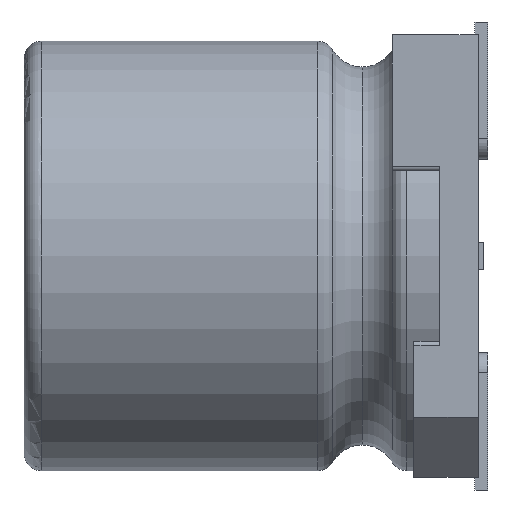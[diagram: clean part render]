
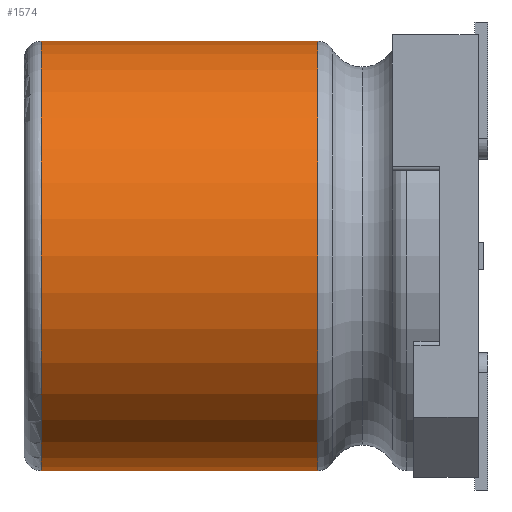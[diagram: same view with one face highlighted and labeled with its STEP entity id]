
A CAD part, left-side view. The second image highlights one B-rep face of the part: STEP entity #1574.
In plain terms, the highlighted cylindrical face has radius 5 mm (diameter 10 mm), a partial arc.
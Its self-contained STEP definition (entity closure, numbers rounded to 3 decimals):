
#7 = VERTEX_POINT ( 'NONE', #55 ) ;
#45 = VECTOR ( 'NONE', #2618, 1000. ) ;
#55 = CARTESIAN_POINT ( 'NONE',  ( 0., 3.964, 5. ) ) ;
#261 = ORIENTED_EDGE ( 'NONE', *, *, #1180, .F. ) ;
#286 = CARTESIAN_POINT ( 'NONE',  ( 0., 10.8, 0. ) ) ;
#305 = CARTESIAN_POINT ( 'NONE',  ( 0., 3.964, -5. ) ) ;
#365 = CIRCLE ( 'NONE', #2527, 5. ) ;
#620 = CYLINDRICAL_SURFACE ( 'NONE', #2443, 5. ) ;
#723 = EDGE_CURVE ( 'NONE', #3237, #1970, #365, .T. ) ;
#761 = DIRECTION ( 'NONE',  ( 0., -1., 0. ) ) ;
#762 = DIRECTION ( 'NONE',  ( 0., 0., -1. ) ) ;
#844 = VERTEX_POINT ( 'NONE', #305 ) ;
#1020 = DIRECTION ( 'NONE',  ( 0., 0., 1. ) ) ;
#1106 = LINE ( 'NONE', #1237, #45 ) ;
#1180 = EDGE_CURVE ( 'NONE', #3237, #7, #1106, .T. ) ;
#1237 = CARTESIAN_POINT ( 'NONE',  ( 0., 10.8, 5. ) ) ;
#1340 = CIRCLE ( 'NONE', #1940, 5. ) ;
#1526 = FACE_OUTER_BOUND ( 'NONE', #3032, .T. ) ;
#1532 = DIRECTION ( 'NONE',  ( 0., 1., 0. ) ) ;
#1574 = ADVANCED_FACE ( 'NONE', ( #1526 ), #620, .T. ) ;
#1582 = ORIENTED_EDGE ( 'NONE', *, *, #2643, .T. ) ;
#1668 = VECTOR ( 'NONE', #2393, 1000. ) ;
#1789 = CARTESIAN_POINT ( 'NONE',  ( 0., 10.4, -5. ) ) ;
#1940 = AXIS2_PLACEMENT_3D ( 'NONE', #2597, #1532, #762 ) ;
#1970 = VERTEX_POINT ( 'NONE', #1789 ) ;
#2130 = DIRECTION ( 'NONE',  ( 0., 0., -1. ) ) ;
#2330 = LINE ( 'NONE', #2863, #1668 ) ;
#2358 = CARTESIAN_POINT ( 'NONE',  ( 0., 10.4, 0. ) ) ;
#2393 = DIRECTION ( 'NONE',  ( 0., -1., 0. ) ) ;
#2443 = AXIS2_PLACEMENT_3D ( 'NONE', #286, #3149, #2130 ) ;
#2459 = EDGE_CURVE ( 'NONE', #844, #7, #1340, .T. ) ;
#2527 = AXIS2_PLACEMENT_3D ( 'NONE', #2358, #761, #1020 ) ;
#2597 = CARTESIAN_POINT ( 'NONE',  ( 0., 3.964, 0. ) ) ;
#2618 = DIRECTION ( 'NONE',  ( 0., -1., 0. ) ) ;
#2643 = EDGE_CURVE ( 'NONE', #1970, #844, #2330, .T. ) ;
#2671 = CARTESIAN_POINT ( 'NONE',  ( 0., 10.4, 5. ) ) ;
#2863 = CARTESIAN_POINT ( 'NONE',  ( 0., 10.8, -5. ) ) ;
#2948 = ORIENTED_EDGE ( 'NONE', *, *, #2459, .T. ) ;
#3032 = EDGE_LOOP ( 'NONE', ( #261, #3139, #1582, #2948 ) ) ;
#3139 = ORIENTED_EDGE ( 'NONE', *, *, #723, .T. ) ;
#3149 = DIRECTION ( 'NONE',  ( 0., -1., 0. ) ) ;
#3237 = VERTEX_POINT ( 'NONE', #2671 ) ;
